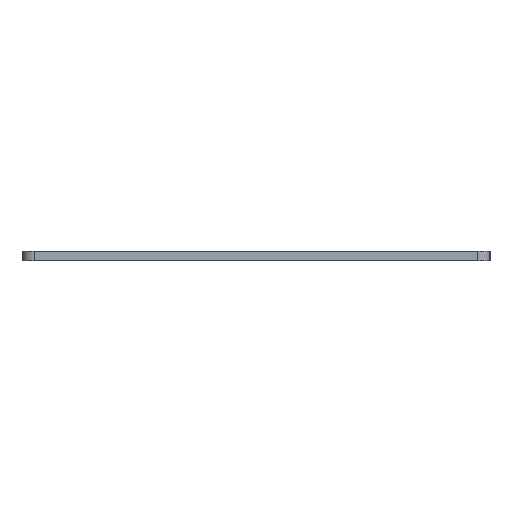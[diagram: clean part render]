
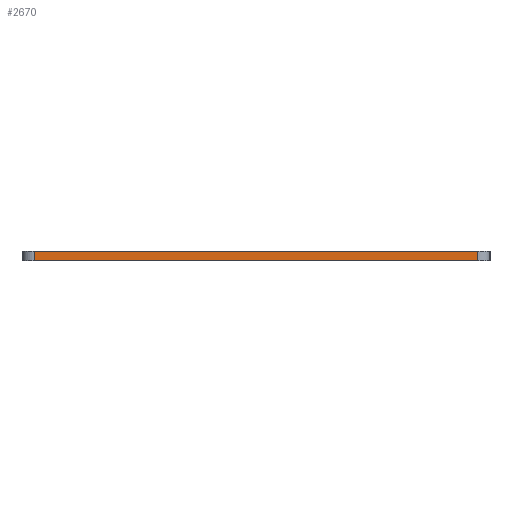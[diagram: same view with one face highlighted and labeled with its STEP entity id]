
A CAD part, left-side view. The second image highlights one B-rep face of the part: STEP entity #2670.
In plain terms, the highlighted planar face has unit normal (-1, 0, 0).
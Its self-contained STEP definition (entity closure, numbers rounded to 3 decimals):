
#29 = CARTESIAN_POINT ( 'NONE',  ( 402.25, 358.425, -3. ) ) ;
#50 = EDGE_CURVE ( 'NONE', #956, #2577, #2202, .T. ) ;
#264 = VECTOR ( 'NONE', #979, 1000. ) ;
#304 = CARTESIAN_POINT ( 'NONE',  ( 402.25, 358.425, 0. ) ) ;
#465 = CARTESIAN_POINT ( 'NONE',  ( 402.25, 358.425, -3. ) ) ;
#622 = CARTESIAN_POINT ( 'NONE',  ( 402.25, 358.425, -3. ) ) ;
#730 = DIRECTION ( 'NONE',  ( 0., 0., 1. ) ) ;
#745 = CARTESIAN_POINT ( 'NONE',  ( 402.25, 358.425, -3. ) ) ;
#773 = EDGE_LOOP ( 'NONE', ( #1117, #1443, #2945, #1734 ) ) ;
#810 = CARTESIAN_POINT ( 'NONE',  ( 402.25, 498.425, -3. ) ) ;
#956 = VERTEX_POINT ( 'NONE', #810 ) ;
#979 = DIRECTION ( 'NONE',  ( 0., 1., 0. ) ) ;
#982 = VECTOR ( 'NONE', #2911, 1000. ) ;
#1099 = PLANE ( 'NONE',  #2302 ) ;
#1108 = VERTEX_POINT ( 'NONE', #745 ) ;
#1117 = ORIENTED_EDGE ( 'NONE', *, *, #2367, .F. ) ;
#1143 = FACE_OUTER_BOUND ( 'NONE', #773, .T. ) ;
#1152 = VECTOR ( 'NONE', #1921, 1000. ) ;
#1202 = EDGE_CURVE ( 'NONE', #1108, #956, #2529, .T. ) ;
#1230 = LINE ( 'NONE', #304, #1152 ) ;
#1384 = DIRECTION ( 'NONE',  ( 1., 0., 0. ) ) ;
#1422 = LINE ( 'NONE', #29, #1820 ) ;
#1443 = ORIENTED_EDGE ( 'NONE', *, *, #50, .F. ) ;
#1734 = ORIENTED_EDGE ( 'NONE', *, *, #2847, .T. ) ;
#1820 = VECTOR ( 'NONE', #730, 1000. ) ;
#1919 = CARTESIAN_POINT ( 'NONE',  ( 402.25, 358.425, 0. ) ) ;
#1921 = DIRECTION ( 'NONE',  ( 0., -1., 0. ) ) ;
#2062 = DIRECTION ( 'NONE',  ( 0., 0., -1. ) ) ;
#2202 = LINE ( 'NONE', #2485, #982 ) ;
#2302 = AXIS2_PLACEMENT_3D ( 'NONE', #622, #1384, #2062 ) ;
#2367 = EDGE_CURVE ( 'NONE', #2577, #2965, #1230, .T. ) ;
#2485 = CARTESIAN_POINT ( 'NONE',  ( 402.25, 498.425, -3. ) ) ;
#2529 = LINE ( 'NONE', #465, #264 ) ;
#2577 = VERTEX_POINT ( 'NONE', #2733 ) ;
#2670 = ADVANCED_FACE ( 'NONE', ( #1143 ), #1099, .F. ) ;
#2733 = CARTESIAN_POINT ( 'NONE',  ( 402.25, 498.425, 0. ) ) ;
#2847 = EDGE_CURVE ( 'NONE', #1108, #2965, #1422, .T. ) ;
#2911 = DIRECTION ( 'NONE',  ( 0., 0., 1. ) ) ;
#2945 = ORIENTED_EDGE ( 'NONE', *, *, #1202, .F. ) ;
#2965 = VERTEX_POINT ( 'NONE', #1919 ) ;
